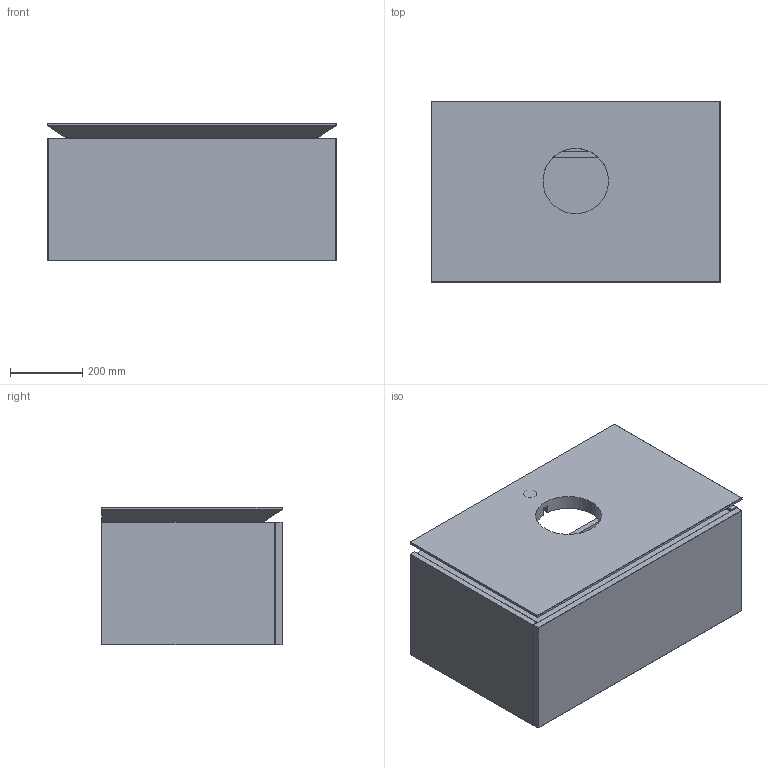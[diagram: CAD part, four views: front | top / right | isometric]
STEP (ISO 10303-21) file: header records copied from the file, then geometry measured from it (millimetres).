
FILE_DESCRIPTION((' '),'2;1');
FILE_NAME('B60100_B601L0.stp','2022-05-16T08:11:50',(' '),(' '),' ','ACIS',' ');
FILE_SCHEMA(('CONFIG_CONTROL_DESIGN'));
Length unit declared in the file: millimetre
Products named in the file (15): B60100_B601L0.stp; Körper1; Körper2; Körper3; Körper4; Körper5; Körper6; Körper7; Körper8; Körper9; Körper10; Körper11; Körper12; Körper13; Körper14
Assembly tree (14 placements, depth 2):
  B60100_B601L0.stp
    Körper1
    Körper2
    Körper3
    Körper4
    Körper5
    Körper6
    Körper7
    Körper8
    Körper9
    Körper10
    Körper11
    Körper12
    Körper13
    Körper14
Bounding box: 801.5 x 500 x 381.8 mm (x, y, z)
Volume: 40120313.7 mm3; surface area: 4237389.7 mm2
Topology: 14 solids, 14 shells, 420 faces, 849 edges, 575 vertices
Faces by surface type: plane 267, cylinder 151, cone 1, torus 1
Full cylindrical faces by diameter (mm): 3 x38, 5 x13, 6.5 x5, 8 x39, 8.01 x28, 10 x10, 26 x1
Entity records: 12341 total; most frequent: DIRECTION 1898, CARTESIAN_POINT 1723, ORIENTED_EDGE 1364, AXIS2_PLACEMENT_3D 772, EDGE_LOOP 706, EDGE_CURVE 682, VERTEX_POINT 544, FACE_OUTER_BOUND 420
